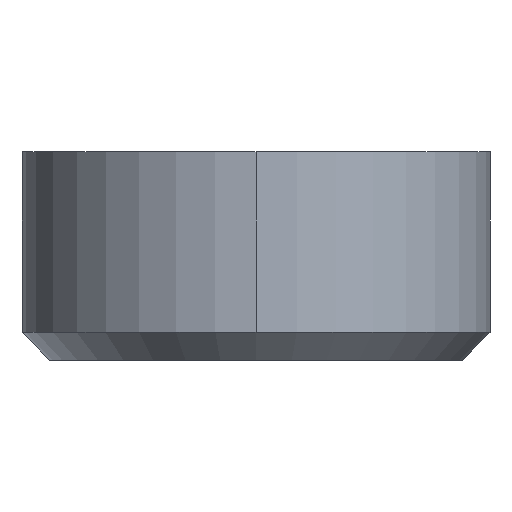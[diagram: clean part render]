
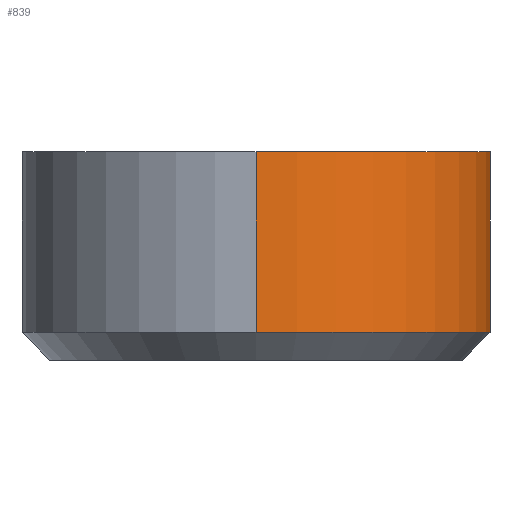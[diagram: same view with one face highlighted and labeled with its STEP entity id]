
A CAD part, left-side view. The second image highlights one B-rep face of the part: STEP entity #839.
In plain terms, the highlighted cylindrical face has radius 16.827 mm (diameter 33.653 mm), a partial arc.
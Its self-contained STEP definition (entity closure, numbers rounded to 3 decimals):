
#130 = DIRECTION ( 'NONE',  ( -1., 0., 0. ) ) ;
#139 = CYLINDRICAL_SURFACE ( 'NONE', #1682, 16.827 ) ;
#142 = ORIENTED_EDGE ( 'NONE', *, *, #834, .F. ) ;
#249 = VERTEX_POINT ( 'NONE', #1591 ) ;
#274 = CARTESIAN_POINT ( 'NONE',  ( -47.5, 0., 5. ) ) ;
#355 = CIRCLE ( 'NONE', #1395, 16.827 ) ;
#384 = CARTESIAN_POINT ( 'NONE',  ( -64.327, 0., 5. ) ) ;
#405 = DIRECTION ( 'NONE',  ( 0., 0., 1. ) ) ;
#441 = DIRECTION ( 'NONE',  ( 0., 0., -1. ) ) ;
#485 = LINE ( 'NONE', #1055, #779 ) ;
#529 = EDGE_CURVE ( 'NONE', #651, #675, #485, .T. ) ;
#532 = DIRECTION ( 'NONE',  ( 0., 0., -1. ) ) ;
#588 = CIRCLE ( 'NONE', #644, 16.827 ) ;
#644 = AXIS2_PLACEMENT_3D ( 'NONE', #1705, #405, #1410 ) ;
#651 = VERTEX_POINT ( 'NONE', #1143 ) ;
#674 = DIRECTION ( 'NONE',  ( -1., 0., 0. ) ) ;
#675 = VERTEX_POINT ( 'NONE', #1789 ) ;
#740 = ORIENTED_EDGE ( 'NONE', *, *, #792, .T. ) ;
#779 = VECTOR ( 'NONE', #1328, 1000. ) ;
#792 = EDGE_CURVE ( 'NONE', #249, #675, #355, .T. ) ;
#799 = VECTOR ( 'NONE', #532, 1000. ) ;
#834 = EDGE_CURVE ( 'NONE', #1097, #651, #588, .T. ) ;
#839 = ADVANCED_FACE ( 'NONE', ( #1542 ), #139, .T. ) ;
#878 = ORIENTED_EDGE ( 'NONE', *, *, #529, .F. ) ;
#935 = CARTESIAN_POINT ( 'NONE',  ( -64.327, 0., 5. ) ) ;
#1055 = CARTESIAN_POINT ( 'NONE',  ( -47.5, -16.827, 5. ) ) ;
#1097 = VERTEX_POINT ( 'NONE', #935 ) ;
#1143 = CARTESIAN_POINT ( 'NONE',  ( -47.5, -16.827, 5. ) ) ;
#1233 = LINE ( 'NONE', #384, #799 ) ;
#1328 = DIRECTION ( 'NONE',  ( 0., 0., -1. ) ) ;
#1395 = AXIS2_PLACEMENT_3D ( 'NONE', #1570, #1403, #674 ) ;
#1403 = DIRECTION ( 'NONE',  ( 0., 0., 1. ) ) ;
#1410 = DIRECTION ( 'NONE',  ( 1., 0., 0. ) ) ;
#1517 = EDGE_CURVE ( 'NONE', #1097, #249, #1233, .T. ) ;
#1536 = EDGE_LOOP ( 'NONE', ( #142, #1651, #740, #878 ) ) ;
#1542 = FACE_OUTER_BOUND ( 'NONE', #1536, .T. ) ;
#1570 = CARTESIAN_POINT ( 'NONE',  ( -47.5, 0., -8. ) ) ;
#1591 = CARTESIAN_POINT ( 'NONE',  ( -64.327, 0., -8. ) ) ;
#1651 = ORIENTED_EDGE ( 'NONE', *, *, #1517, .T. ) ;
#1682 = AXIS2_PLACEMENT_3D ( 'NONE', #274, #441, #130 ) ;
#1705 = CARTESIAN_POINT ( 'NONE',  ( -47.5, 0., 5. ) ) ;
#1789 = CARTESIAN_POINT ( 'NONE',  ( -47.5, -16.827, -8. ) ) ;
